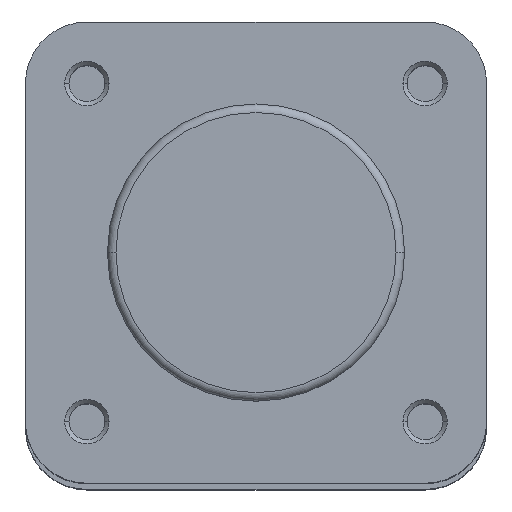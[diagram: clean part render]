
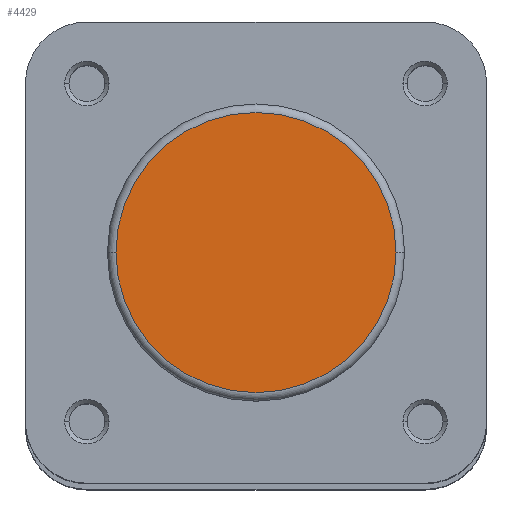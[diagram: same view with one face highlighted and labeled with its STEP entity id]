
A CAD part, top view. The second image highlights one B-rep face of the part: STEP entity #4429.
In plain terms, the highlighted planar face has unit normal (0, 0, 1).
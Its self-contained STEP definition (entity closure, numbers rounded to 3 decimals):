
#376 = CARTESIAN_POINT ( 'NONE',  ( 16.4, 0., 0. ) ) ;
#1050 = PLANE ( 'NONE',  #2405 ) ;
#1053 = CARTESIAN_POINT ( 'NONE',  ( 0., 17.4, 0. ) ) ;
#1059 = DIRECTION ( 'NONE',  ( 0., 0., -1. ) ) ;
#1060 = DIRECTION ( 'NONE',  ( -1., 0., 0. ) ) ;
#1935 = EDGE_CURVE ( 'NONE', #3809, #3782, #2895, .T. ) ;
#1944 = EDGE_CURVE ( 'NONE', #3782, #3809, #2906, .T. ) ;
#2125 = AXIS2_PLACEMENT_3D ( 'NONE', #3930, #3939, #3927 ) ;
#2134 = AXIS2_PLACEMENT_3D ( 'NONE', #3981, #3987, #3984 ) ;
#2405 = AXIS2_PLACEMENT_3D ( 'NONE', #1053, #1059, #1060 ) ;
#2549 = CARTESIAN_POINT ( 'NONE',  ( -16.4, 0., 0. ) ) ;
#2652 = ORIENTED_EDGE ( 'NONE', *, *, #1935, .T. ) ;
#2895 = CIRCLE ( 'NONE', #2125, 16.4 ) ;
#2906 = CIRCLE ( 'NONE', #2134, 16.4 ) ;
#3613 = FACE_OUTER_BOUND ( 'NONE', #4634, .T. ) ;
#3782 = VERTEX_POINT ( 'NONE', #2549 ) ;
#3809 = VERTEX_POINT ( 'NONE', #376 ) ;
#3927 = DIRECTION ( 'NONE',  ( -1., 0., 0. ) ) ;
#3930 = CARTESIAN_POINT ( 'NONE',  ( 0., 0., 0. ) ) ;
#3939 = DIRECTION ( 'NONE',  ( 0., 0., 1. ) ) ;
#3981 = CARTESIAN_POINT ( 'NONE',  ( 0., 0., 0. ) ) ;
#3984 = DIRECTION ( 'NONE',  ( -1., 0., 0. ) ) ;
#3987 = DIRECTION ( 'NONE',  ( 0., 0., 1. ) ) ;
#4025 = ORIENTED_EDGE ( 'NONE', *, *, #1944, .T. ) ;
#4429 = ADVANCED_FACE ( 'NONE', ( #3613 ), #1050, .F. ) ;
#4634 = EDGE_LOOP ( 'NONE', ( #4025, #2652 ) ) ;
